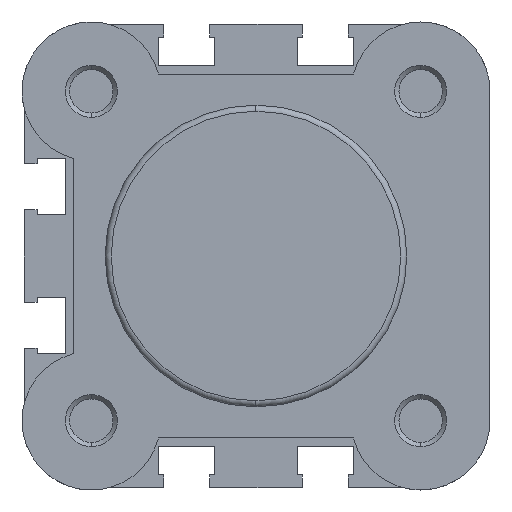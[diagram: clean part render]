
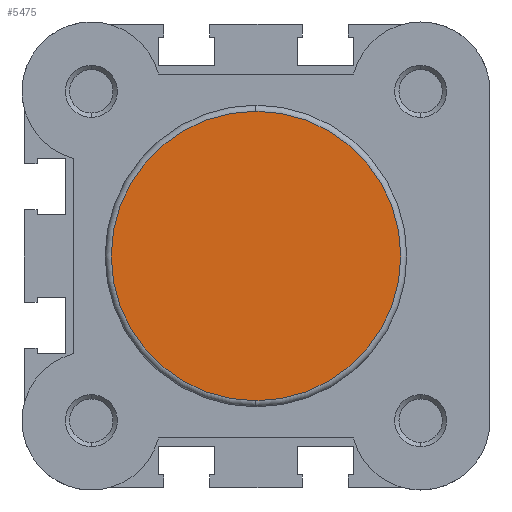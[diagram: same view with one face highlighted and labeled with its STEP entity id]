
A CAD part, left-side view. The second image highlights one B-rep face of the part: STEP entity #5475.
In plain terms, the highlighted planar face has unit normal (-1, 0, 0).
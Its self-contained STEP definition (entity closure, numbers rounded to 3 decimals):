
#1067 = EDGE_LOOP ( 'NONE', ( #5273, #5489 ) ) ;
#1709 = VERTEX_POINT ( 'NONE', #2238 ) ;
#1710 = VERTEX_POINT ( 'NONE', #2239 ) ;
#2238 = CARTESIAN_POINT ( 'NONE',  ( 0., 0., -16.7 ) ) ;
#2239 = CARTESIAN_POINT ( 'NONE',  ( 0., 0., 16.7 ) ) ;
#2924 = EDGE_CURVE ( 'NONE', #1710, #1709, #5947, .T. ) ;
#2987 = EDGE_CURVE ( 'NONE', #1709, #1710, #6064, .T. ) ;
#3327 = AXIS2_PLACEMENT_3D ( 'NONE', #4101, #4102, #4103 ) ;
#3360 = AXIS2_PLACEMENT_3D ( 'NONE', #4254, #4261, #4262 ) ;
#3486 = AXIS2_PLACEMENT_3D ( 'NONE', #4929, #4930, #4931 ) ;
#3659 = FACE_OUTER_BOUND ( 'NONE', #1067, .T. ) ;
#4101 = CARTESIAN_POINT ( 'NONE',  ( 0., 0., 0. ) ) ;
#4102 = DIRECTION ( 'NONE',  ( -1., 0., 0. ) ) ;
#4103 = DIRECTION ( 'NONE',  ( 0., 0., 1. ) ) ;
#4254 = CARTESIAN_POINT ( 'NONE',  ( 0., 0., 0. ) ) ;
#4261 = DIRECTION ( 'NONE',  ( -1., 0., 0. ) ) ;
#4262 = DIRECTION ( 'NONE',  ( 0., 0., 1. ) ) ;
#4926 = PLANE ( 'NONE',  #3486 ) ;
#4929 = CARTESIAN_POINT ( 'NONE',  ( 0., -17.4, 0. ) ) ;
#4930 = DIRECTION ( 'NONE',  ( -1., 0., 0. ) ) ;
#4931 = DIRECTION ( 'NONE',  ( 0., 0., 1. ) ) ;
#5273 = ORIENTED_EDGE ( 'NONE', *, *, #2924, .T. ) ;
#5475 = ADVANCED_FACE ( 'NONE', ( #3659 ), #4926, .T. ) ;
#5489 = ORIENTED_EDGE ( 'NONE', *, *, #2987, .T. ) ;
#5947 = CIRCLE ( 'NONE', #3327, 16.7 ) ;
#6064 = CIRCLE ( 'NONE', #3360, 16.7 ) ;
